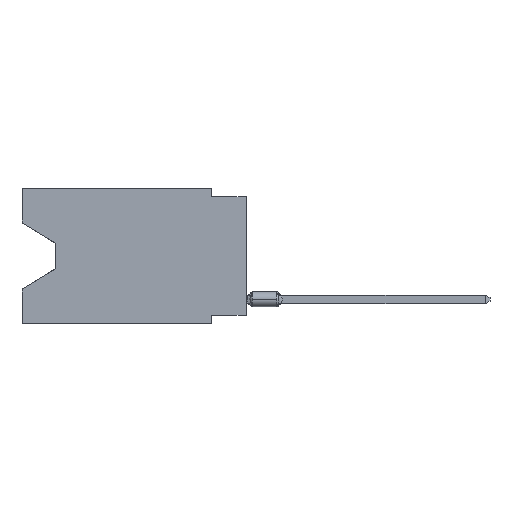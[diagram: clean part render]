
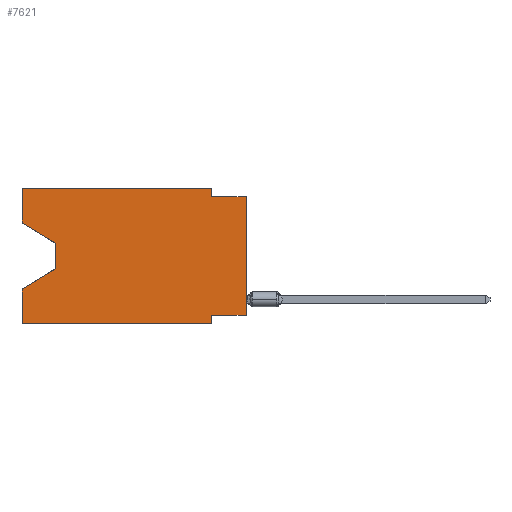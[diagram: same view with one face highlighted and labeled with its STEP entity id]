
A CAD part, left-side view. The second image highlights one B-rep face of the part: STEP entity #7621.
In plain terms, the highlighted planar face has unit normal (-1, 0, 0).
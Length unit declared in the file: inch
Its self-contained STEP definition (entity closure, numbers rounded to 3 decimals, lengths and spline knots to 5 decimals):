
#5 = VECTOR ( 'NONE', #5429, 39.37008 ) ;
#7 = ORIENTED_EDGE ( 'NONE', *, *, #3254, .T. ) ;
#211 = DIRECTION ( 'NONE',  ( 0., -1., 0. ) ) ;
#420 = CARTESIAN_POINT ( 'NONE',  ( 0., 0.1, -0.025 ) ) ;
#504 = ORIENTED_EDGE ( 'NONE', *, *, #2648, .T. ) ;
#709 = VERTEX_POINT ( 'NONE', #420 ) ;
#742 = LINE ( 'NONE', #10312, #14372 ) ;
#778 = VERTEX_POINT ( 'NONE', #12959 ) ;
#797 = EDGE_CURVE ( 'NONE', #4055, #9188, #4541, .T. ) ;
#1030 = VERTEX_POINT ( 'NONE', #1590 ) ;
#1590 = CARTESIAN_POINT ( 'NONE',  ( 0., 0.1, -0.365 ) ) ;
#1621 = DIRECTION ( 'NONE',  ( 0., 0., -1. ) ) ;
#1635 = EDGE_CURVE ( 'NONE', #9188, #709, #5760, .T. ) ;
#1656 = DIRECTION ( 'NONE',  ( 0., 0.855, -0.519 ) ) ;
#1764 = VECTOR ( 'NONE', #10106, 39.37008 ) ;
#1965 = CARTESIAN_POINT ( 'NONE',  ( 0., 0.645, -0.28975 ) ) ;
#2023 = CARTESIAN_POINT ( 'NONE',  ( 0., 0., -0.025 ) ) ;
#2438 = ORIENTED_EDGE ( 'NONE', *, *, #9601, .T. ) ;
#2648 = EDGE_CURVE ( 'NONE', #7187, #9816, #6493, .T. ) ;
#2682 = EDGE_CURVE ( 'NONE', #778, #9816, #6569, .T. ) ;
#2888 = EDGE_LOOP ( 'NONE', ( #2438, #14131, #504, #3081, #5952, #7221, #9936, #7, #5693, #7467, #14769, #9761 ) ) ;
#3042 = VECTOR ( 'NONE', #10313, 39.37008 ) ;
#3081 = ORIENTED_EDGE ( 'NONE', *, *, #2682, .F. ) ;
#3254 = EDGE_CURVE ( 'NONE', #10401, #11249, #9275, .T. ) ;
#3508 = LINE ( 'NONE', #7121, #11600 ) ;
#3655 = CARTESIAN_POINT ( 'NONE',  ( 0., 0.55, -0.232 ) ) ;
#3755 = EDGE_CURVE ( 'NONE', #6530, #7187, #6841, .T. ) ;
#3772 = CARTESIAN_POINT ( 'NONE',  ( 0., 0.645, 0. ) ) ;
#3991 = DIRECTION ( 'NONE',  ( 0., 1., 0. ) ) ;
#4055 = VERTEX_POINT ( 'NONE', #3772 ) ;
#4062 = VECTOR ( 'NONE', #10329, 39.37008 ) ;
#4541 = LINE ( 'NONE', #11701, #13853 ) ;
#4599 = VERTEX_POINT ( 'NONE', #12066 ) ;
#4738 = VECTOR ( 'NONE', #1656, 39.37008 ) ;
#4739 = CARTESIAN_POINT ( 'NONE',  ( 0., 0., -0.365 ) ) ;
#4812 = VECTOR ( 'NONE', #8117, 39.37008 ) ;
#4963 = FACE_OUTER_BOUND ( 'NONE', #2888, .T. ) ;
#5174 = VERTEX_POINT ( 'NONE', #13926 ) ;
#5429 = DIRECTION ( 'NONE',  ( 0., 0., -1. ) ) ;
#5530 = DIRECTION ( 'NONE',  ( 0., 0., -1. ) ) ;
#5577 = DIRECTION ( 'NONE',  ( 0., -1., 0. ) ) ;
#5693 = ORIENTED_EDGE ( 'NONE', *, *, #10296, .F. ) ;
#5760 = LINE ( 'NONE', #13888, #6583 ) ;
#5952 = ORIENTED_EDGE ( 'NONE', *, *, #13119, .T. ) ;
#6124 = CARTESIAN_POINT ( 'NONE',  ( 0., 0.645, -0.10025 ) ) ;
#6493 = LINE ( 'NONE', #13667, #4738 ) ;
#6530 = VERTEX_POINT ( 'NONE', #15533 ) ;
#6569 = LINE ( 'NONE', #13809, #1764 ) ;
#6583 = VECTOR ( 'NONE', #5530, 39.37008 ) ;
#6638 = CARTESIAN_POINT ( 'NONE',  ( 0., 0., -0.365 ) ) ;
#6841 = LINE ( 'NONE', #12579, #5 ) ;
#7121 = CARTESIAN_POINT ( 'NONE',  ( 0., 0.645, -0.39 ) ) ;
#7187 = VERTEX_POINT ( 'NONE', #3655 ) ;
#7221 = ORIENTED_EDGE ( 'NONE', *, *, #10865, .F. ) ;
#7405 = DIRECTION ( 'NONE',  ( 1., 0., 0. ) ) ;
#7467 = ORIENTED_EDGE ( 'NONE', *, *, #1635, .F. ) ;
#7621 = ADVANCED_FACE ( 'NONE', ( #4963 ), #9677, .F. ) ;
#8117 = DIRECTION ( 'NONE',  ( 0., 0., -1. ) ) ;
#9062 = LINE ( 'NONE', #2023, #4062 ) ;
#9188 = VERTEX_POINT ( 'NONE', #9593 ) ;
#9275 = LINE ( 'NONE', #14104, #3042 ) ;
#9593 = CARTESIAN_POINT ( 'NONE',  ( 0., 0.1, 0. ) ) ;
#9601 = EDGE_CURVE ( 'NONE', #4599, #6530, #14317, .T. ) ;
#9677 = PLANE ( 'NONE',  #13368 ) ;
#9732 = LINE ( 'NONE', #9808, #4812 ) ;
#9761 = ORIENTED_EDGE ( 'NONE', *, *, #10670, .F. ) ;
#9808 = CARTESIAN_POINT ( 'NONE',  ( 0., 0.1, -0.39 ) ) ;
#9816 = VERTEX_POINT ( 'NONE', #1965 ) ;
#9936 = ORIENTED_EDGE ( 'NONE', *, *, #14377, .F. ) ;
#10106 = DIRECTION ( 'NONE',  ( 0., 0., 1. ) ) ;
#10296 = EDGE_CURVE ( 'NONE', #709, #11249, #9062, .T. ) ;
#10312 = CARTESIAN_POINT ( 'NONE',  ( 0., 0.645, 0. ) ) ;
#10313 = DIRECTION ( 'NONE',  ( 0., 0., 1. ) ) ;
#10329 = DIRECTION ( 'NONE',  ( 0., -1., 0. ) ) ;
#10401 = VERTEX_POINT ( 'NONE', #4739 ) ;
#10670 = EDGE_CURVE ( 'NONE', #4599, #4055, #742, .T. ) ;
#10757 = DIRECTION ( 'NONE',  ( 0., -0.855, -0.519 ) ) ;
#10865 = EDGE_CURVE ( 'NONE', #1030, #5174, #9732, .T. ) ;
#11249 = VERTEX_POINT ( 'NONE', #12647 ) ;
#11494 = DIRECTION ( 'NONE',  ( 0., 0., 1. ) ) ;
#11600 = VECTOR ( 'NONE', #211, 39.37008 ) ;
#11701 = CARTESIAN_POINT ( 'NONE',  ( 0., 0.645, 0. ) ) ;
#12066 = CARTESIAN_POINT ( 'NONE',  ( 0., 0.645, -0.10025 ) ) ;
#12279 = CARTESIAN_POINT ( 'NONE',  ( 0., 0.645, 0. ) ) ;
#12579 = CARTESIAN_POINT ( 'NONE',  ( 0., 0.55, -0.158 ) ) ;
#12647 = CARTESIAN_POINT ( 'NONE',  ( 0., 0., -0.025 ) ) ;
#12959 = CARTESIAN_POINT ( 'NONE',  ( 0., 0.645, -0.39 ) ) ;
#13119 = EDGE_CURVE ( 'NONE', #778, #5174, #3508, .T. ) ;
#13368 = AXIS2_PLACEMENT_3D ( 'NONE', #12279, #7405, #1621 ) ;
#13585 = LINE ( 'NONE', #6638, #14162 ) ;
#13667 = CARTESIAN_POINT ( 'NONE',  ( 0., 0.55, -0.232 ) ) ;
#13809 = CARTESIAN_POINT ( 'NONE',  ( 0., 0.645, 0. ) ) ;
#13853 = VECTOR ( 'NONE', #5577, 39.37008 ) ;
#13888 = CARTESIAN_POINT ( 'NONE',  ( 0., 0.1, 0. ) ) ;
#13926 = CARTESIAN_POINT ( 'NONE',  ( 0., 0.1, -0.39 ) ) ;
#14104 = CARTESIAN_POINT ( 'NONE',  ( 0., 0., 0. ) ) ;
#14131 = ORIENTED_EDGE ( 'NONE', *, *, #3755, .T. ) ;
#14162 = VECTOR ( 'NONE', #3991, 39.37008 ) ;
#14170 = VECTOR ( 'NONE', #10757, 39.37008 ) ;
#14317 = LINE ( 'NONE', #6124, #14170 ) ;
#14372 = VECTOR ( 'NONE', #11494, 39.37008 ) ;
#14377 = EDGE_CURVE ( 'NONE', #10401, #1030, #13585, .T. ) ;
#14769 = ORIENTED_EDGE ( 'NONE', *, *, #797, .F. ) ;
#15533 = CARTESIAN_POINT ( 'NONE',  ( 0., 0.55, -0.158 ) ) ;
